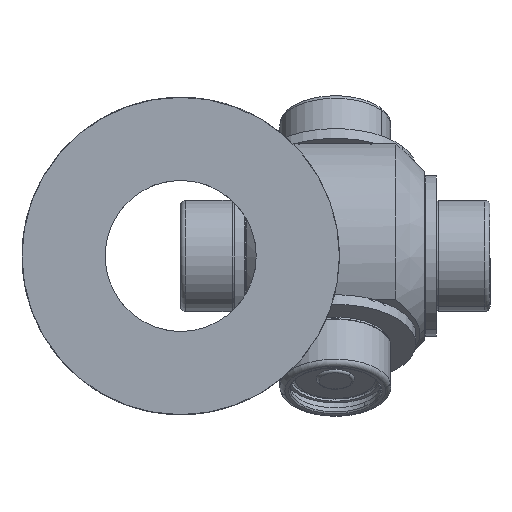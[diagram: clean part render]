
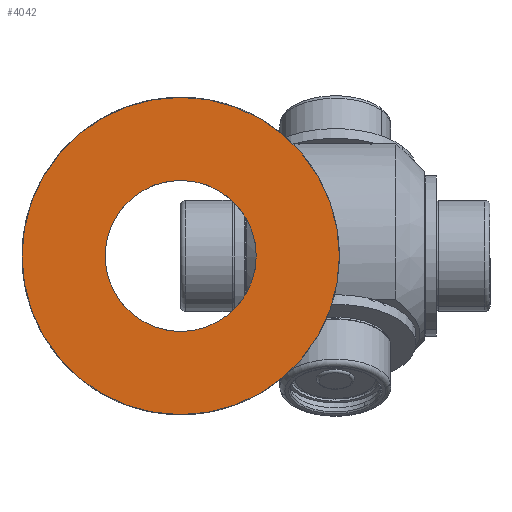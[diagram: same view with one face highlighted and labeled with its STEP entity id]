
A CAD part, left-side view. The second image highlights one B-rep face of the part: STEP entity #4042.
In plain terms, the highlighted face is planar.
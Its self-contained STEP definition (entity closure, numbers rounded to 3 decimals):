
#569=PLANE('',#7528);
#1260=VERTEX_POINT('',#6478);
#1292=VERTEX_POINT('',#6739);
#1615=CIRCLE('',#7506,1.5);
#1621=CIRCLE('',#7527,3.15);
#2072=EDGE_CURVE('',#1260,#1260,#1615,.T.);
#2116=EDGE_CURVE('',#1292,#1292,#1621,.T.);
#3136=ORIENTED_EDGE('',*,*,#2072,.T.);
#3137=ORIENTED_EDGE('',*,*,#2116,.F.);
#3495=EDGE_LOOP('',(#3136));
#3496=EDGE_LOOP('',(#3137));
#3792=FACE_BOUND('',#3495,.T.);
#3793=FACE_BOUND('',#3496,.T.);
#4042=ADVANCED_FACE('',(#3792,#3793),#569,.T.);
#5139=DIRECTION('',(0.,0.,-1.));
#5140=DIRECTION('',(1.5,0.,0.));
#5193=DIRECTION('',(0.,0.,-1.));
#5194=DIRECTION('',(3.15,0.,0.));
#5195=DIRECTION('',(0.,0.,1.));
#6477=CARTESIAN_POINT('',(0.,0.,8.3));
#6478=CARTESIAN_POINT('',(-1.5,0.,8.3));
#6738=CARTESIAN_POINT('',(0.,0.,8.3));
#6739=CARTESIAN_POINT('',(3.15,0.,8.3));
#6740=CARTESIAN_POINT('',(0.,0.,8.3));
#7506=AXIS2_PLACEMENT_3D('',#6477,#5139,#5140);
#7527=AXIS2_PLACEMENT_3D('',#6738,#5193,#5194);
#7528=AXIS2_PLACEMENT_3D('',#6740,#5195,$);
